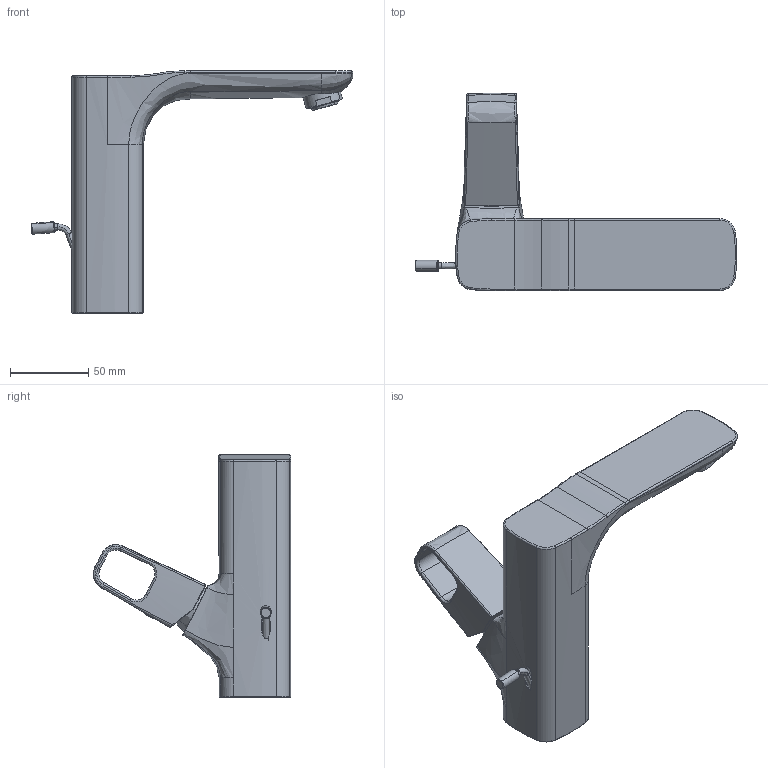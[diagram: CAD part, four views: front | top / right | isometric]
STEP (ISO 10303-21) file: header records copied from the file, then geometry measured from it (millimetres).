
FILE_DESCRIPTION(('CAx-IF Rec.Pracs.---Model Styling and Organization---1.2---2011-12-15','CAx-IF Rec.Pracs.---Geometric and Assembly Validation Properties---4.1---2014-06-16','CAx-IF Rec.Pracs.---PMI Polyline Presentation---2.0---2013-05-24'),'2;1');
FILE_NAME('1000107558_PPR_000.stp','2021-02-10T15:14:59+01:00',(''),(''),'STEP Interface 4.3 by CT CoreTechnologie','3D_Evolution4.3 by CT CoreTechnologie','');
FILE_SCHEMA(('AP203_CONFIGURATION_CONTROLLED_3D_DESIGN_OF_MECHANICAL_PARTS_AND_ASSEMBLIES_MIM_LF'));
Length unit declared in the file: millimetre
Products named in the file (12): P_2 AX Urquiola Waschtischmischer 130 1000107558_PPR_000_A2; P_2 Gk_WTM_Urquiola M25 seitli._155 hoch 1000107557_PPA_000_A0; P_2 Rosette WTM Citterio Basic 1000105070_PPA_000_A1; P_2 Griff M25 Urquiola 1000077862_PPA_000_A0; Griffstopfen WTM Uno Piccolo 1000000801_PPA_000_A0; P_2 SR_STD_SC__M24x1-m 1000085259_PPR_000_A1; P_2 Strahlreglerhuelse M24x1 (R02) 1000085260_PPA_000_A1; SR_STD_SC_2,2gpm-air_gelb 1000063090_PPA_000_A0; Flachdichtung d15xD21,3 (EB-2,4) 1000029262_PPA_000_A1; P_2 Zugst kpl WTM HWBM BDM Citterio (R02 1000073659_PPR_000_A1; P_2 Universalzugstange D4 gebogen 1000073664_PPA_000_A1; Zugknopf WTM, HWBM, BDM Citterio 1000002432_PPA_000_A0
Assembly tree (11 placements, depth 3):
  P_2 AX Urquiola Waschtischmischer 130 1000107558_PPR_000_A2
    P_2 Gk_WTM_Urquiola M25 seitli._155 hoch 1000107557_PPA_000_A0
    P_2 Rosette WTM Citterio Basic 1000105070_PPA_000_A1
    P_2 Griff M25 Urquiola 1000077862_PPA_000_A0
    Griffstopfen WTM Uno Piccolo 1000000801_PPA_000_A0
    P_2 SR_STD_SC__M24x1-m 1000085259_PPR_000_A1
      P_2 Strahlreglerhuelse M24x1 (R02) 1000085260_PPA_000_A1
      SR_STD_SC_2,2gpm-air_gelb 1000063090_PPA_000_A0
      Flachdichtung d15xD21,3 (EB-2,4) 1000029262_PPA_000_A1
    P_2 Zugst kpl WTM HWBM BDM Citterio (R02 1000073659_PPR_000_A1
      P_2 Universalzugstange D4 gebogen 1000073664_PPA_000_A1
      Zugknopf WTM, HWBM, BDM Citterio 1000002432_PPA_000_A0
Bounding box: 205.96 x 126.42 x 155 mm (x, y, z)
Volume: 464766 mm3; surface area: 67172 mm2
Topology: 9 solids, 9 shells, 1093 faces, 2898 edges, 1827 vertices
Faces by surface type: plane 483, cylinder 351, bspline 259
Entity records: 63638 total; most frequent: CARTESIAN_POINT 23917, ORIENTED_EDGE 5788, DIRECTION 5589, EDGE_CURVE 2894, AXIS2_PLACEMENT_3D 1980, VERTEX_POINT 1827, VECTOR 1629, LINE 1629
